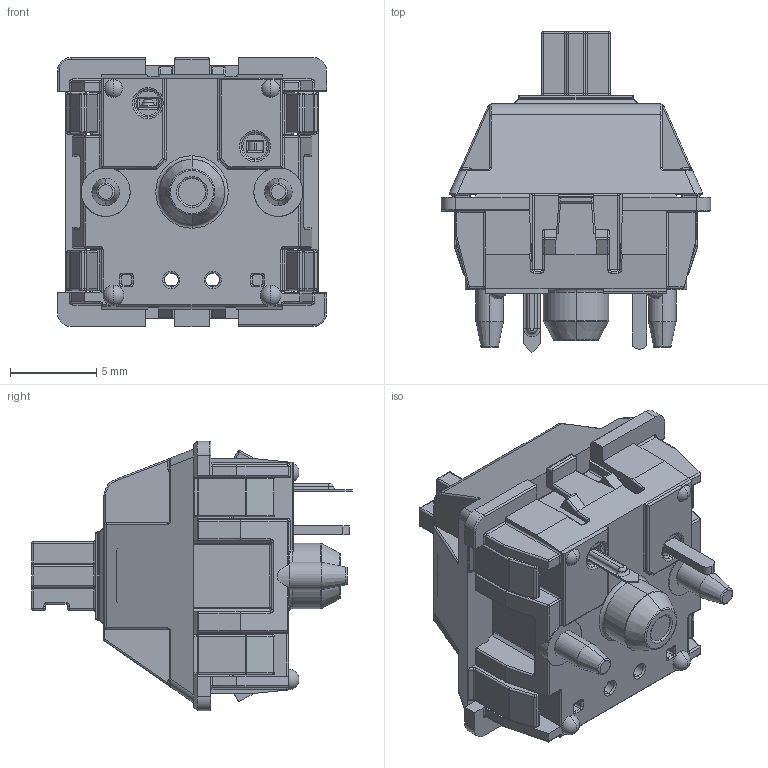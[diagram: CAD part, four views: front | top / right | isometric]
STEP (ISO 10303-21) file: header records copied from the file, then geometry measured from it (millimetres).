
FILE_DESCRIPTION (( 'STEP AP214' ), '1' );
FILE_NAME ('CHERRY MX Key .STEP', '2020-02-18T16:25:49', ( '' ), ( '' ), 'SwSTEP 2.0', 'SolidWorks 2018', '' );
FILE_SCHEMA (( 'AUTOMOTIVE_DESIGN' ));
Length unit declared in the file: millimetre
Products named in the file (6): MX ? ??.STEP; MX? ?? ??___.STEP; MX ? ??-0.STEP; ??___.STEP; CHERRY MX Key .STEP; CHERRY MX Key 
Assembly tree (5 placements, depth 3):
  CHERRY MX Key 
    CHERRY MX Key .STEP
      MX ? ??.STEP
      MX ? ??-0.STEP
      MX? ?? ??___.STEP
      ??___.STEP
Bounding box: 15.6 x 18.6 x 15.6 mm (x, y, z)
Volume: 1083.3 mm3; surface area: 2619.5 mm2
Topology: 5 solids, 5 shells, 1536 faces, 3703 edges, 2064 vertices
Faces by surface type: cylinder 679, plane 424, torus 245, sphere 119, bspline 59, cone 10
Entity records: 44737 total; most frequent: CARTESIAN_POINT 9675, DIRECTION 7702, ORIENTED_EDGE 7158, EDGE_CURVE 3579, AXIS2_PLACEMENT_3D 2929, VERTEX_POINT 2059, LINE 1844, VECTOR 1844
